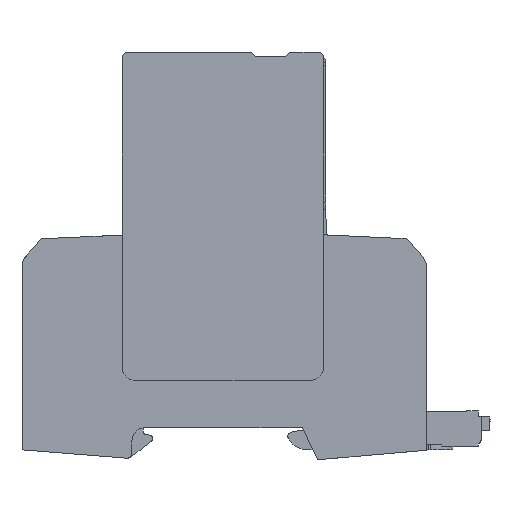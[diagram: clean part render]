
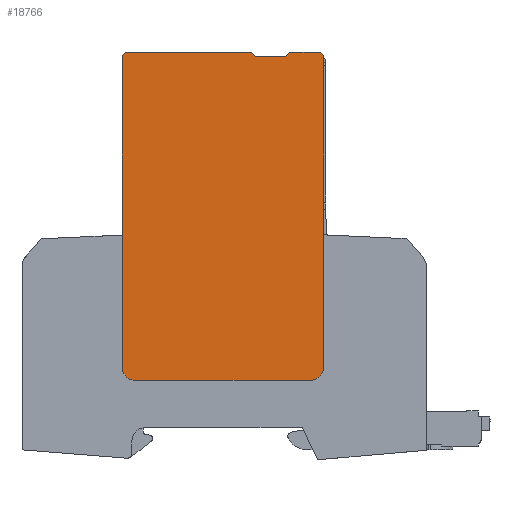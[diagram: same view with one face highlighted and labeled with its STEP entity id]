
A CAD part, left-side view. The second image highlights one B-rep face of the part: STEP entity #18766.
In plain terms, the highlighted planar face has unit normal (-1, 0, 0).
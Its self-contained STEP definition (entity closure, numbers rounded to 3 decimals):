
#18613=AXIS2_PLACEMENT_3D('Plane Axis2P3D',#18610,#18611,#18612) ;
#18610=CARTESIAN_POINT('Axis2P3D Location',(0.,81.127,17.703)) ;
#18616=CARTESIAN_POINT('Control Point',(0.,82.127,53.28)) ;
#18617=CARTESIAN_POINT('Control Point',(0.,82.127,46.765)) ;
#18618=CARTESIAN_POINT('Control Point',(0.,82.127,40.249)) ;
#18619=CARTESIAN_POINT('Control Point',(0.,82.127,33.734)) ;
#18620=CARTESIAN_POINT('Control Point',(0.,82.127,27.218)) ;
#18621=CARTESIAN_POINT('Control Point',(0.,82.127,20.703)) ;
#18622=CARTESIAN_POINT('Vertex',(0.,82.127,53.28)) ;
#18624=CARTESIAN_POINT('Vertex',(0.,82.127,20.703)) ;
#18628=CARTESIAN_POINT('Control Point',(0.,82.127,20.703)) ;
#18629=CARTESIAN_POINT('Control Point',(0.,82.127,19.76)) ;
#18630=CARTESIAN_POINT('Control Point',(0.,81.758,18.817)) ;
#18631=CARTESIAN_POINT('Control Point',(0.,81.013,18.072)) ;
#18632=CARTESIAN_POINT('Control Point',(0.,80.07,17.703)) ;
#18633=CARTESIAN_POINT('Control Point',(0.,79.127,17.703)) ;
#18634=CARTESIAN_POINT('Vertex',(0.,79.127,17.703)) ;
#18638=CARTESIAN_POINT('Control Point',(0.,79.127,17.703)) ;
#18639=CARTESIAN_POINT('Control Point',(0.,71.327,17.703)) ;
#18640=CARTESIAN_POINT('Control Point',(0.,63.527,17.703)) ;
#18641=CARTESIAN_POINT('Control Point',(0.,55.727,17.703)) ;
#18642=CARTESIAN_POINT('Control Point',(0.,47.927,17.703)) ;
#18643=CARTESIAN_POINT('Control Point',(0.,40.127,17.703)) ;
#18644=CARTESIAN_POINT('Vertex',(0.,40.127,17.703)) ;
#18648=CARTESIAN_POINT('Control Point',(0.,40.127,17.703)) ;
#18649=CARTESIAN_POINT('Control Point',(0.,39.185,17.703)) ;
#18650=CARTESIAN_POINT('Control Point',(0.,38.241,18.072)) ;
#18651=CARTESIAN_POINT('Control Point',(0.,37.496,18.817)) ;
#18652=CARTESIAN_POINT('Control Point',(0.,37.127,19.76)) ;
#18653=CARTESIAN_POINT('Control Point',(0.,37.127,20.703)) ;
#18654=CARTESIAN_POINT('Vertex',(0.,37.127,20.703)) ;
#18658=CARTESIAN_POINT('Control Point',(0.,37.127,20.703)) ;
#18659=CARTESIAN_POINT('Control Point',(0.,37.127,27.218)) ;
#18660=CARTESIAN_POINT('Control Point',(0.,37.127,33.734)) ;
#18661=CARTESIAN_POINT('Control Point',(0.,37.127,40.249)) ;
#18662=CARTESIAN_POINT('Control Point',(0.,37.127,46.765)) ;
#18663=CARTESIAN_POINT('Control Point',(0.,37.127,53.28)) ;
#18664=CARTESIAN_POINT('Vertex',(0.,37.127,53.28)) ;
#18668=CARTESIAN_POINT('Control Point',(0.,37.127,53.28)) ;
#18669=CARTESIAN_POINT('Control Point',(0.,37.127,59.144)) ;
#18670=CARTESIAN_POINT('Control Point',(0.,37.127,65.008)) ;
#18671=CARTESIAN_POINT('Control Point',(0.,37.127,70.872)) ;
#18672=CARTESIAN_POINT('Control Point',(0.,37.127,76.736)) ;
#18673=CARTESIAN_POINT('Control Point',(0.,37.127,82.6)) ;
#18674=CARTESIAN_POINT('Vertex',(0.,37.127,82.6)) ;
#18677=CARTESIAN_POINT('Line Origine',(0.,37.127,86.425)) ;
#18681=CARTESIAN_POINT('Vertex',(0.,37.127,90.25)) ;
#18684=CARTESIAN_POINT('Line Origine',(0.,37.502,90.625)) ;
#18688=CARTESIAN_POINT('Vertex',(0.,37.877,91.)) ;
#18691=CARTESIAN_POINT('Line Origine',(0.,41.302,91.)) ;
#18695=CARTESIAN_POINT('Vertex',(0.,44.727,91.)) ;
#18698=CARTESIAN_POINT('Line Origine',(0.,45.177,90.55)) ;
#18702=CARTESIAN_POINT('Vertex',(0.,45.627,90.1)) ;
#18705=CARTESIAN_POINT('Line Origine',(0.,48.977,90.1)) ;
#18709=CARTESIAN_POINT('Vertex',(0.,52.327,90.1)) ;
#18712=CARTESIAN_POINT('Line Origine',(0.,52.777,90.55)) ;
#18716=CARTESIAN_POINT('Vertex',(0.,53.227,91.)) ;
#18719=CARTESIAN_POINT('Line Origine',(0.,67.302,91.)) ;
#18723=CARTESIAN_POINT('Vertex',(0.,81.377,91.)) ;
#18726=CARTESIAN_POINT('Line Origine',(0.,81.752,90.625)) ;
#18730=CARTESIAN_POINT('Vertex',(0.,82.127,90.25)) ;
#18733=CARTESIAN_POINT('Line Origine',(0.,82.127,86.425)) ;
#18737=CARTESIAN_POINT('Vertex',(0.,82.127,82.6)) ;
#18741=CARTESIAN_POINT('Control Point',(0.,82.127,82.6)) ;
#18742=CARTESIAN_POINT('Control Point',(0.,82.127,76.736)) ;
#18743=CARTESIAN_POINT('Control Point',(0.,82.127,70.872)) ;
#18744=CARTESIAN_POINT('Control Point',(0.,82.127,65.008)) ;
#18745=CARTESIAN_POINT('Control Point',(0.,82.127,59.144)) ;
#18746=CARTESIAN_POINT('Control Point',(0.,82.127,53.28)) ;
#18611=DIRECTION('Axis2P3D Direction',(-1.,0.,0.)) ;
#18612=DIRECTION('Axis2P3D XDirection',(0.,1.,0.)) ;
#18678=DIRECTION('Vector Direction',(0.,0.,1.)) ;
#18685=DIRECTION('Vector Direction',(0.,0.707,0.707)) ;
#18692=DIRECTION('Vector Direction',(0.,1.,0.)) ;
#18699=DIRECTION('Vector Direction',(0.,0.707,-0.707)) ;
#18706=DIRECTION('Vector Direction',(0.,1.,0.)) ;
#18713=DIRECTION('Vector Direction',(0.,0.707,0.707)) ;
#18720=DIRECTION('Vector Direction',(0.,1.,0.)) ;
#18727=DIRECTION('Vector Direction',(0.,0.707,-0.707)) ;
#18734=DIRECTION('Vector Direction',(0.,0.,1.)) ;
#18679=VECTOR('Line Direction',#18678,1.) ;
#18686=VECTOR('Line Direction',#18685,1.) ;
#18693=VECTOR('Line Direction',#18692,1.) ;
#18700=VECTOR('Line Direction',#18699,1.) ;
#18707=VECTOR('Line Direction',#18706,1.) ;
#18714=VECTOR('Line Direction',#18713,1.) ;
#18721=VECTOR('Line Direction',#18720,1.) ;
#18728=VECTOR('Line Direction',#18727,1.) ;
#18735=VECTOR('Line Direction',#18734,1.) ;
#18749=ORIENTED_EDGE('',*,*,#18626,.T.) ;
#18750=ORIENTED_EDGE('',*,*,#18636,.T.) ;
#18751=ORIENTED_EDGE('',*,*,#18646,.T.) ;
#18752=ORIENTED_EDGE('',*,*,#18656,.T.) ;
#18753=ORIENTED_EDGE('',*,*,#18666,.T.) ;
#18754=ORIENTED_EDGE('',*,*,#18676,.T.) ;
#18755=ORIENTED_EDGE('',*,*,#18683,.T.) ;
#18756=ORIENTED_EDGE('',*,*,#18690,.T.) ;
#18757=ORIENTED_EDGE('',*,*,#18697,.T.) ;
#18758=ORIENTED_EDGE('',*,*,#18704,.T.) ;
#18759=ORIENTED_EDGE('',*,*,#18711,.T.) ;
#18760=ORIENTED_EDGE('',*,*,#18718,.T.) ;
#18761=ORIENTED_EDGE('',*,*,#18725,.T.) ;
#18762=ORIENTED_EDGE('',*,*,#18732,.T.) ;
#18763=ORIENTED_EDGE('',*,*,#18739,.F.) ;
#18764=ORIENTED_EDGE('',*,*,#18747,.T.) ;
#18766=ADVANCED_FACE('ABLEITER_1',(#18765),#18614,.T.) ;
#18615=B_SPLINE_CURVE_WITH_KNOTS('',5,(#18616,#18617,#18618,#18619,#18620,#18621),.UNSPECIFIED.,.F.,.U.,(6,6),(21.373,53.95),.UNSPECIFIED.) ;
#18627=B_SPLINE_CURVE_WITH_KNOTS('',5,(#18628,#18629,#18630,#18631,#18632,#18633),.UNSPECIFIED.,.F.,.U.,(6,6),(0.,4.965),.UNSPECIFIED.) ;
#18637=B_SPLINE_CURVE_WITH_KNOTS('',5,(#18638,#18639,#18640,#18641,#18642,#18643),.UNSPECIFIED.,.F.,.U.,(6,6),(0.,39.),.UNSPECIFIED.) ;
#18647=B_SPLINE_CURVE_WITH_KNOTS('',5,(#18648,#18649,#18650,#18651,#18652,#18653),.UNSPECIFIED.,.F.,.U.,(6,6),(0.,4.965),.UNSPECIFIED.) ;
#18657=B_SPLINE_CURVE_WITH_KNOTS('',5,(#18658,#18659,#18660,#18661,#18662,#18663),.UNSPECIFIED.,.F.,.U.,(6,6),(0.,32.577),.UNSPECIFIED.) ;
#18667=B_SPLINE_CURVE_WITH_KNOTS('',5,(#18668,#18669,#18670,#18671,#18672,#18673),.UNSPECIFIED.,.F.,.U.,(6,6),(23.981,53.3),.UNSPECIFIED.) ;
#18740=B_SPLINE_CURVE_WITH_KNOTS('',5,(#18741,#18742,#18743,#18744,#18745,#18746),.UNSPECIFIED.,.F.,.U.,(6,6),(0.65,29.969),.UNSPECIFIED.) ;
#18626=EDGE_CURVE('',#18623,#18625,#18615,.T.) ;
#18636=EDGE_CURVE('',#18625,#18635,#18627,.T.) ;
#18646=EDGE_CURVE('',#18635,#18645,#18637,.T.) ;
#18656=EDGE_CURVE('',#18645,#18655,#18647,.T.) ;
#18666=EDGE_CURVE('',#18655,#18665,#18657,.T.) ;
#18676=EDGE_CURVE('',#18665,#18675,#18667,.T.) ;
#18683=EDGE_CURVE('',#18675,#18682,#18680,.T.) ;
#18690=EDGE_CURVE('',#18682,#18689,#18687,.T.) ;
#18697=EDGE_CURVE('',#18689,#18696,#18694,.T.) ;
#18704=EDGE_CURVE('',#18696,#18703,#18701,.T.) ;
#18711=EDGE_CURVE('',#18703,#18710,#18708,.T.) ;
#18718=EDGE_CURVE('',#18710,#18717,#18715,.T.) ;
#18725=EDGE_CURVE('',#18717,#18724,#18722,.T.) ;
#18732=EDGE_CURVE('',#18724,#18731,#18729,.T.) ;
#18739=EDGE_CURVE('',#18738,#18731,#18736,.T.) ;
#18747=EDGE_CURVE('',#18738,#18623,#18740,.T.) ;
#18748=EDGE_LOOP('',(#18749,#18750,#18751,#18752,#18753,#18754,#18755,#18756,#18757,#18758,#18759,#18760,#18761,#18762,#18763,#18764)) ;
#18765=FACE_OUTER_BOUND('',#18748,.T.) ;
#18680=LINE('Line',#18677,#18679) ;
#18687=LINE('Line',#18684,#18686) ;
#18694=LINE('Line',#18691,#18693) ;
#18701=LINE('Line',#18698,#18700) ;
#18708=LINE('Line',#18705,#18707) ;
#18715=LINE('Line',#18712,#18714) ;
#18722=LINE('Line',#18719,#18721) ;
#18729=LINE('Line',#18726,#18728) ;
#18736=LINE('Line',#18733,#18735) ;
#18614=PLANE('',#18613) ;
#18623=VERTEX_POINT('',#18622) ;
#18625=VERTEX_POINT('',#18624) ;
#18635=VERTEX_POINT('',#18634) ;
#18645=VERTEX_POINT('',#18644) ;
#18655=VERTEX_POINT('',#18654) ;
#18665=VERTEX_POINT('',#18664) ;
#18675=VERTEX_POINT('',#18674) ;
#18682=VERTEX_POINT('',#18681) ;
#18689=VERTEX_POINT('',#18688) ;
#18696=VERTEX_POINT('',#18695) ;
#18703=VERTEX_POINT('',#18702) ;
#18710=VERTEX_POINT('',#18709) ;
#18717=VERTEX_POINT('',#18716) ;
#18724=VERTEX_POINT('',#18723) ;
#18731=VERTEX_POINT('',#18730) ;
#18738=VERTEX_POINT('',#18737) ;
